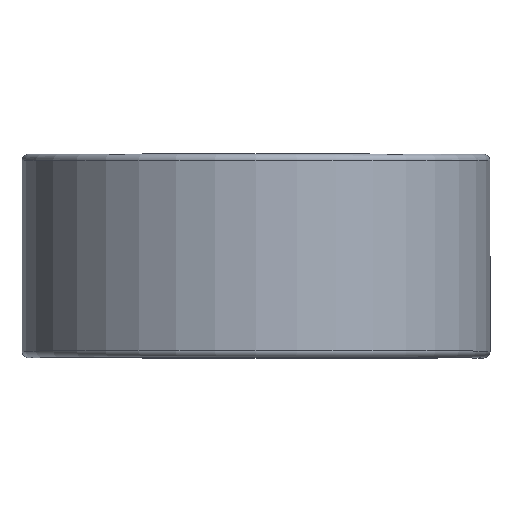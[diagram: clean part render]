
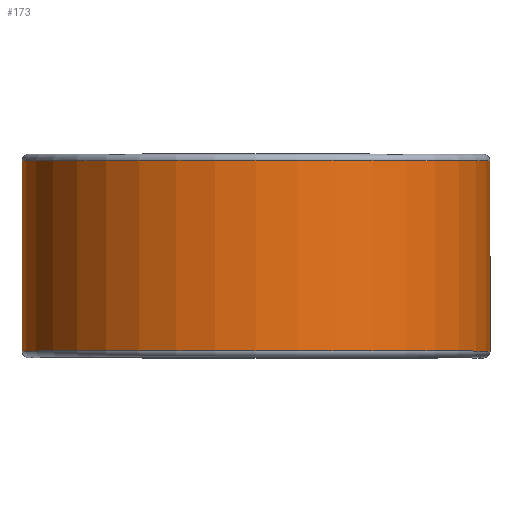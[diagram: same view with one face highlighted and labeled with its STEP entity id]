
A CAD part, top view. The second image highlights one B-rep face of the part: STEP entity #173.
In plain terms, the highlighted cylindrical face has radius 27.407 mm (diameter 54.813 mm), a partial arc.
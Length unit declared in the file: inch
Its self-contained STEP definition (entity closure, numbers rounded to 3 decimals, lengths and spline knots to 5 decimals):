
#143 = LINE ( 'NONE', #808, #1077 ) ;
#173 = ADVANCED_FACE ( 'NONE', ( #1216 ), #1551, .T. ) ;
#179 = CARTESIAN_POINT ( 'NONE',  ( 0., -0.43875, 0. ) ) ;
#195 = VERTEX_POINT ( 'NONE', #1829 ) ;
#228 = ORIENTED_EDGE ( 'NONE', *, *, #1335, .F. ) ;
#244 = VECTOR ( 'NONE', #1249, 39.37008 ) ;
#368 = LINE ( 'NONE', #1081, #244 ) ;
#383 = EDGE_LOOP ( 'NONE', ( #1528, #2076, #228, #1746 ) ) ;
#444 = DIRECTION ( 'NONE',  ( 0., -1., 0. ) ) ;
#486 = CARTESIAN_POINT ( 'NONE',  ( 1.079, 0.43875, 0. ) ) ;
#585 = EDGE_CURVE ( 'NONE', #2342, #195, #1263, .T. ) ;
#723 = AXIS2_PLACEMENT_3D ( 'NONE', #179, #444, #2095 ) ;
#808 = CARTESIAN_POINT ( 'NONE',  ( 0., 0.43875, -1.079 ) ) ;
#909 = CARTESIAN_POINT ( 'NONE',  ( 0., 0.4375, 0. ) ) ;
#931 = DIRECTION ( 'NONE',  ( 0., -1., 0. ) ) ;
#1001 = EDGE_CURVE ( 'NONE', #2145, #1213, #2003, .T. ) ;
#1077 = VECTOR ( 'NONE', #2283, 39.37008 ) ;
#1081 = CARTESIAN_POINT ( 'NONE',  ( 1.079, 0.43875, 0. ) ) ;
#1210 = AXIS2_PLACEMENT_3D ( 'NONE', #1649, #1704, #1668 ) ;
#1213 = VERTEX_POINT ( 'NONE', #2168 ) ;
#1216 = FACE_OUTER_BOUND ( 'NONE', #383, .T. ) ;
#1249 = DIRECTION ( 'NONE',  ( 0., 1., 0. ) ) ;
#1263 = CIRCLE ( 'NONE', #1210, 1.079 ) ;
#1335 = EDGE_CURVE ( 'NONE', #1213, #195, #143, .T. ) ;
#1528 = ORIENTED_EDGE ( 'NONE', *, *, #2247, .T. ) ;
#1551 = CYLINDRICAL_SURFACE ( 'NONE', #1747, 1.079 ) ;
#1578 = CARTESIAN_POINT ( 'NONE',  ( 1.079, -0.43875, 0. ) ) ;
#1649 = CARTESIAN_POINT ( 'NONE',  ( 0., 0.43875, 0. ) ) ;
#1668 = DIRECTION ( 'NONE',  ( 0., 0., -1. ) ) ;
#1704 = DIRECTION ( 'NONE',  ( 0., -1., 0. ) ) ;
#1746 = ORIENTED_EDGE ( 'NONE', *, *, #1001, .F. ) ;
#1747 = AXIS2_PLACEMENT_3D ( 'NONE', #909, #931, #2446 ) ;
#1829 = CARTESIAN_POINT ( 'NONE',  ( 0., 0.43875, -1.079 ) ) ;
#2003 = CIRCLE ( 'NONE', #723, 1.079 ) ;
#2076 = ORIENTED_EDGE ( 'NONE', *, *, #585, .T. ) ;
#2095 = DIRECTION ( 'NONE',  ( 0., 0., -1. ) ) ;
#2145 = VERTEX_POINT ( 'NONE', #1578 ) ;
#2168 = CARTESIAN_POINT ( 'NONE',  ( 0., -0.43875, -1.079 ) ) ;
#2247 = EDGE_CURVE ( 'NONE', #2145, #2342, #368, .T. ) ;
#2283 = DIRECTION ( 'NONE',  ( 0., 1., 0. ) ) ;
#2342 = VERTEX_POINT ( 'NONE', #486 ) ;
#2446 = DIRECTION ( 'NONE',  ( 0., 0., -1. ) ) ;
